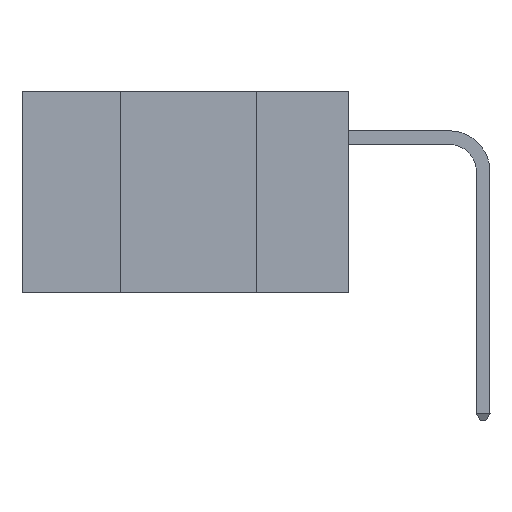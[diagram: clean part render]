
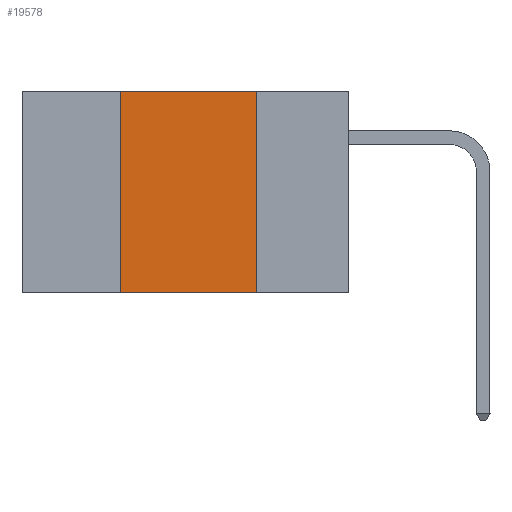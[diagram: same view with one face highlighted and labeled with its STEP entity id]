
A CAD part, left-side view. The second image highlights one B-rep face of the part: STEP entity #19578.
In plain terms, the highlighted planar face has unit normal (-1, 0, 0).
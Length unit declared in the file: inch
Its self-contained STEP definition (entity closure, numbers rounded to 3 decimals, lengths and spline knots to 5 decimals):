
#512 = ORIENTED_EDGE ( 'NONE', *, *, #25334, .F. ) ;
#1811 = VECTOR ( 'NONE', #8522, 39.37008 ) ;
#2002 = CARTESIAN_POINT ( 'NONE',  ( 0., 0.42, 0. ) ) ;
#4980 = FACE_OUTER_BOUND ( 'NONE', #37896, .T. ) ;
#6881 = AXIS2_PLACEMENT_3D ( 'NONE', #44398, #23091, #26784 ) ;
#8029 = ORIENTED_EDGE ( 'NONE', *, *, #24108, .F. ) ;
#8502 = CARTESIAN_POINT ( 'NONE',  ( 0., 0.6, -0.37 ) ) ;
#8522 = DIRECTION ( 'NONE',  ( 0., -1., 0. ) ) ;
#8929 = PLANE ( 'NONE',  #6881 ) ;
#10768 = VECTOR ( 'NONE', #26597, 39.37008 ) ;
#11245 = VECTOR ( 'NONE', #36790, 39.37008 ) ;
#13064 = VERTEX_POINT ( 'NONE', #41172 ) ;
#15571 = EDGE_CURVE ( 'NONE', #33529, #30508, #35238, .T. ) ;
#16127 = CARTESIAN_POINT ( 'NONE',  ( 0., 0.42, 0. ) ) ;
#16834 = CARTESIAN_POINT ( 'NONE',  ( 0., 0.17, 0. ) ) ;
#17774 = ORIENTED_EDGE ( 'NONE', *, *, #15571, .F. ) ;
#19578 = ADVANCED_FACE ( 'NONE', ( #4980 ), #8929, .F. ) ;
#19641 = CARTESIAN_POINT ( 'NONE',  ( 0., 0.6, 0. ) ) ;
#21565 = VECTOR ( 'NONE', #38257, 39.37008 ) ;
#23091 = DIRECTION ( 'NONE',  ( 1., 0., 0. ) ) ;
#23596 = LINE ( 'NONE', #19641, #1811 ) ;
#24108 = EDGE_CURVE ( 'NONE', #13064, #35029, #30075, .T. ) ;
#24124 = CARTESIAN_POINT ( 'NONE',  ( 0., 0.17, 0. ) ) ;
#25334 = EDGE_CURVE ( 'NONE', #35029, #33529, #23596, .T. ) ;
#25347 = ORIENTED_EDGE ( 'NONE', *, *, #44200, .T. ) ;
#26597 = DIRECTION ( 'NONE',  ( 0., 0., 1. ) ) ;
#26784 = DIRECTION ( 'NONE',  ( 0., 0., -1. ) ) ;
#30075 = LINE ( 'NONE', #2002, #10768 ) ;
#30508 = VERTEX_POINT ( 'NONE', #38650 ) ;
#33529 = VERTEX_POINT ( 'NONE', #16834 ) ;
#35029 = VERTEX_POINT ( 'NONE', #16127 ) ;
#35238 = LINE ( 'NONE', #24124, #21565 ) ;
#36790 = DIRECTION ( 'NONE',  ( 0., -1., 0. ) ) ;
#37896 = EDGE_LOOP ( 'NONE', ( #17774, #512, #8029, #25347 ) ) ;
#38257 = DIRECTION ( 'NONE',  ( 0., 0., -1. ) ) ;
#38650 = CARTESIAN_POINT ( 'NONE',  ( 0., 0.17, -0.37 ) ) ;
#41172 = CARTESIAN_POINT ( 'NONE',  ( 0., 0.42, -0.37 ) ) ;
#43754 = LINE ( 'NONE', #8502, #11245 ) ;
#44200 = EDGE_CURVE ( 'NONE', #13064, #30508, #43754, .T. ) ;
#44398 = CARTESIAN_POINT ( 'NONE',  ( 0., 0.6, 0. ) ) ;
